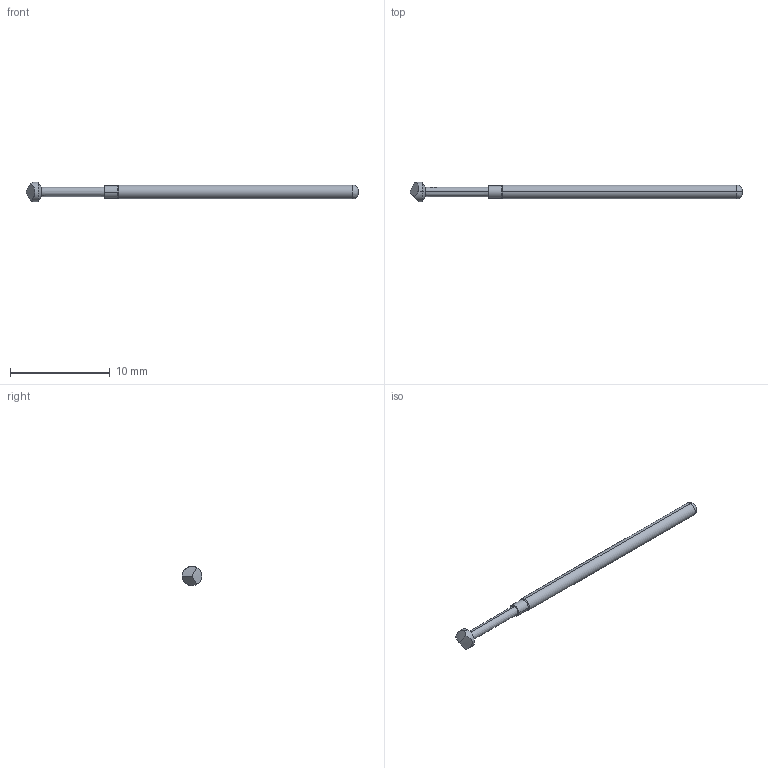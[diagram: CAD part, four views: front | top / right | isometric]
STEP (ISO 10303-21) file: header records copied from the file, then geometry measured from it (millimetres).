
FILE_DESCRIPTION (( 'STEP AP214' ), '1' );
FILE_NAME ('100-PR_2523_.STEP', '2017-11-01T12:36:06', ( '' ), ( '' ), 'SwSTEP 2.0', 'SolidWorks 2017', '' );
FILE_SCHEMA (( 'AUTOMOTIVE_DESIGN' ));
Length unit declared in the file: inch
Products named in the file (1): 100-PR_2523_
Bounding box: 33.28 x 1.96 x 1.96 mm (x, y, z)
Volume: 43.7 mm3; surface area: 137.7 mm2
Topology: 1 solids, 1 shells, 22 faces, 47 edges, 28 vertices
Faces by surface type: cone 8, cylinder 6, bspline 3, plane 3, torus 2
Entity records: 1312 total; most frequent: CARTESIAN_POINT 678, DIRECTION 98, ORIENTED_EDGE 94, EDGE_CURVE 47, AXIS2_PLACEMENT_3D 42, VERTEX_POINT 28, EDGE_LOOP 23, ADVANCED_FACE 22
